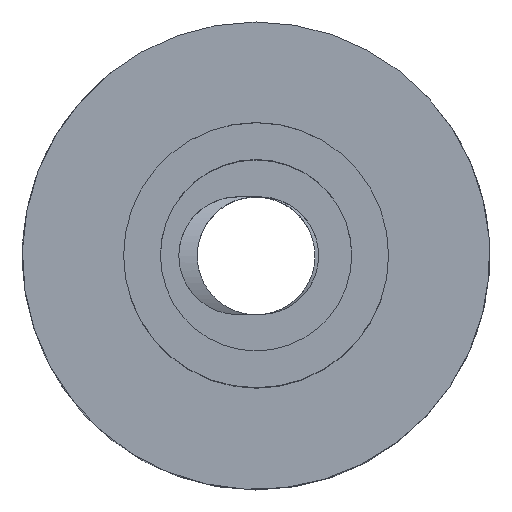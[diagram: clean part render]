
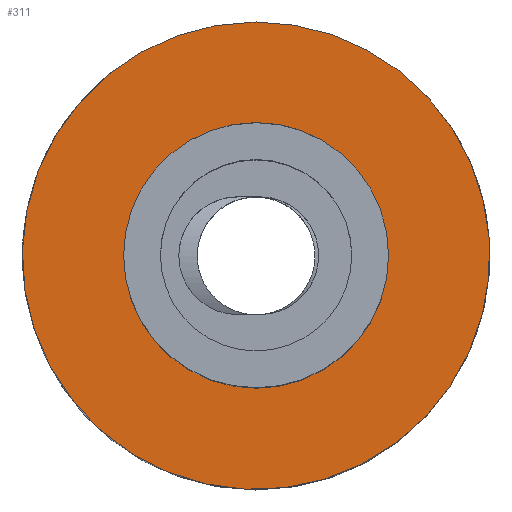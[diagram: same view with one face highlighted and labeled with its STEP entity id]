
A CAD part, top view. The second image highlights one B-rep face of the part: STEP entity #311.
In plain terms, the highlighted planar face has unit normal (0, 0, 1).
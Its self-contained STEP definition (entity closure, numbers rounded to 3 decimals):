
#227=EDGE_CURVE('240[2]',#542,#542,#543,.T.);
#308=EDGE_CURVE('240[2]',#646,#646,#647,.F.);
#311=ADVANCED_FACE('240[2]',(#650,#651),#652,.F.);
#542=VERTEX_POINT('',#1044);
#543=CIRCLE('',#1045,18.0);
#646=VERTEX_POINT('',#1437);
#647=CIRCLE('',#1438,31.75);
#650=FACE_OUTER_BOUND('',#1442,.T.);
#651=FACE_BOUND('',#1443,.T.);
#652=PLANE('',#1444);
#1044=CARTESIAN_POINT('',(18.0,0.0,0.0));
#1045=AXIS2_PLACEMENT_3D('',#1782,#1783,#1784);
#1437=CARTESIAN_POINT('',(0.,31.75,0.));
#1438=AXIS2_PLACEMENT_3D('',#1875,#1876,#1877);
#1442=EDGE_LOOP('',(#1879));
#1443=EDGE_LOOP('',(#1880));
#1444=AXIS2_PLACEMENT_3D('',#1881,#1882,#1883);
#1782=CARTESIAN_POINT('',(0.0,0.0,0.));
#1783=DIRECTION('',(0.,0.,-1.0));
#1784=DIRECTION('',(1.0,0.,0.));
#1875=CARTESIAN_POINT('',(0.,0.,0.));
#1876=DIRECTION('',(0.,0.,1.0));
#1877=DIRECTION('',(1.0,0.,0.));
#1879=ORIENTED_EDGE('',*,*,#308,.F.);
#1880=ORIENTED_EDGE('',*,*,#227,.T.);
#1881=CARTESIAN_POINT('',(0.,31.75,0.));
#1882=DIRECTION('',(0.,0.,-1.0));
#1883=DIRECTION('',(-1.0,0.0,0.));
